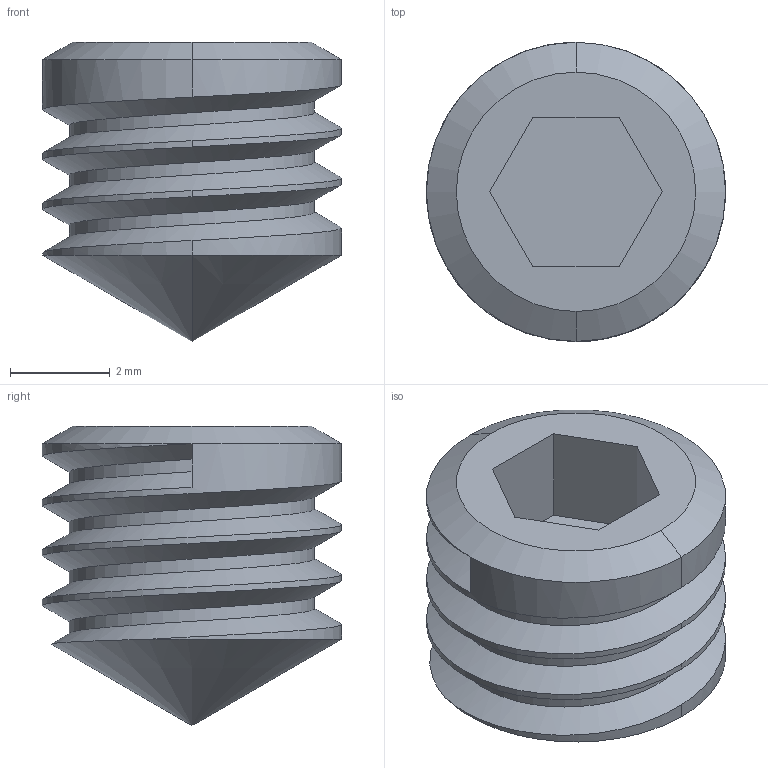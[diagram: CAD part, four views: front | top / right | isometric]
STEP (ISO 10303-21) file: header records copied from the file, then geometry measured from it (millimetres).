
FILE_DESCRIPTION (( 'STEP AP214' ), '1' );
FILE_NAME ('GrubScrew_M6x6.STEP', '2017-09-08T10:29:33', ( 'UTILISATEUR' ), ( 'Hewlett-Packard Company' ), 'SwSTEP 2.0', 'SolidWorks 2016', '' );
FILE_SCHEMA (( 'AUTOMOTIVE_DESIGN' ));
Length unit declared in the file: millimetre
Products named in the file (1): GrubScrew_M6x6
Bounding box: 6 x 6 x 6 mm (x, y, z)
Volume: 101.2 mm3; surface area: 186.9 mm2
Topology: 1 solids, 1 shells, 26 faces, 68 edges, 43 vertices
Faces by surface type: plane 10, cylinder 9, cone 4, bspline 3
Entity records: 1394 total; most frequent: CARTESIAN_POINT 804, ORIENTED_EDGE 132, DIRECTION 94, EDGE_CURVE 66, VERTEX_POINT 43, LINE 36, VECTOR 36, AXIS2_PLACEMENT_3D 29
